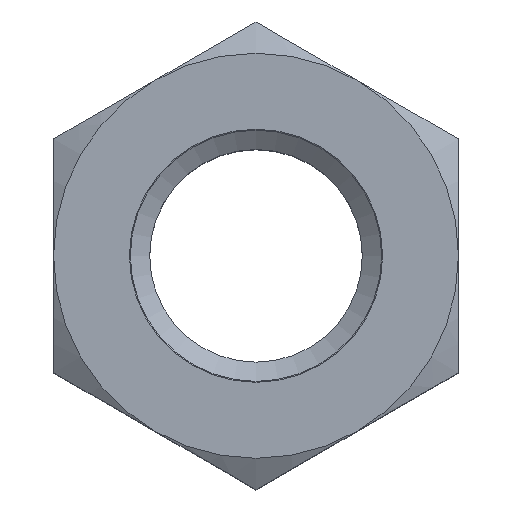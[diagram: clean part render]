
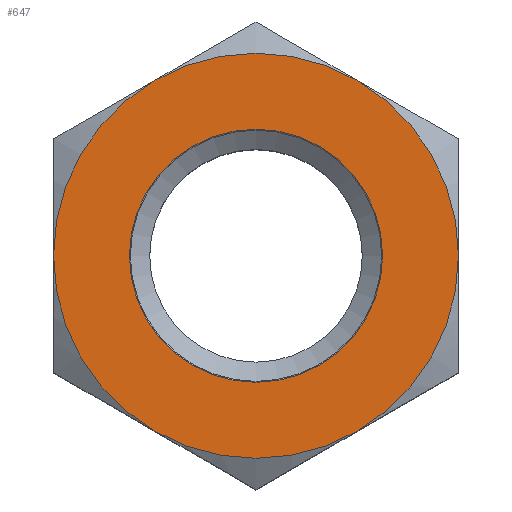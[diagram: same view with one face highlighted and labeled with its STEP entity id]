
A CAD part, top view. The second image highlights one B-rep face of the part: STEP entity #647.
In plain terms, the highlighted planar face has unit normal (0, 0, 1).
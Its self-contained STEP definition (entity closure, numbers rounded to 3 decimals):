
#40=FACE_BOUND('',#121,.T.);
#42=PLANE('',#744);
#78=FACE_OUTER_BOUND('',#120,.T.);
#120=EDGE_LOOP('',(#520,#521,#522,#523,#524,#525));
#121=EDGE_LOOP('',(#526));
#229=CIRCLE('',#730,2.5);
#236=CIRCLE('',#745,4.);
#237=CIRCLE('',#746,4.);
#238=CIRCLE('',#747,4.);
#239=CIRCLE('',#748,4.);
#240=CIRCLE('',#749,4.);
#241=CIRCLE('',#750,4.);
#277=VERTEX_POINT('',#1076);
#284=VERTEX_POINT('',#1105);
#285=VERTEX_POINT('',#1106);
#286=VERTEX_POINT('',#1108);
#287=VERTEX_POINT('',#1110);
#288=VERTEX_POINT('',#1112);
#289=VERTEX_POINT('',#1114);
#352=EDGE_CURVE('',#277,#277,#229,.T.);
#365=EDGE_CURVE('',#284,#285,#236,.T.);
#366=EDGE_CURVE('',#286,#284,#237,.T.);
#367=EDGE_CURVE('',#287,#286,#238,.T.);
#368=EDGE_CURVE('',#288,#287,#239,.T.);
#369=EDGE_CURVE('',#288,#289,#240,.T.);
#370=EDGE_CURVE('',#285,#289,#241,.T.);
#520=ORIENTED_EDGE('',*,*,#365,.F.);
#521=ORIENTED_EDGE('',*,*,#366,.F.);
#522=ORIENTED_EDGE('',*,*,#367,.F.);
#523=ORIENTED_EDGE('',*,*,#368,.F.);
#524=ORIENTED_EDGE('',*,*,#369,.T.);
#525=ORIENTED_EDGE('',*,*,#370,.F.);
#526=ORIENTED_EDGE('',*,*,#352,.F.);
#647=ADVANCED_FACE('',(#78,#40),#42,.F.);
#730=AXIS2_PLACEMENT_3D('',#1078,#886,#887);
#744=AXIS2_PLACEMENT_3D('',#1104,#920,#921);
#745=AXIS2_PLACEMENT_3D('',#1107,#922,#923);
#746=AXIS2_PLACEMENT_3D('',#1109,#924,#925);
#747=AXIS2_PLACEMENT_3D('',#1111,#926,#927);
#748=AXIS2_PLACEMENT_3D('',#1113,#928,#929);
#749=AXIS2_PLACEMENT_3D('',#1115,#930,#931);
#750=AXIS2_PLACEMENT_3D('',#1116,#932,#933);
#886=DIRECTION('center_axis',(0.,0.,1.));
#887=DIRECTION('ref_axis',(1.,0.,0.));
#920=DIRECTION('center_axis',(0.,0.,-1.));
#921=DIRECTION('ref_axis',(-1.,0.,0.));
#922=DIRECTION('center_axis',(0.,0.,-1.));
#923=DIRECTION('ref_axis',(-1.,0.,0.));
#924=DIRECTION('center_axis',(0.,0.,-1.));
#925=DIRECTION('ref_axis',(-1.,0.,0.));
#926=DIRECTION('center_axis',(0.,0.,-1.));
#927=DIRECTION('ref_axis',(-1.,0.,0.));
#928=DIRECTION('center_axis',(0.,0.,-1.));
#929=DIRECTION('ref_axis',(-1.,0.,0.));
#930=DIRECTION('center_axis',(0.,0.,1.));
#931=DIRECTION('ref_axis',(1.,0.,0.));
#932=DIRECTION('center_axis',(0.,0.,-1.));
#933=DIRECTION('ref_axis',(-1.,0.,0.));
#1076=CARTESIAN_POINT('',(-2.5,0.,0.));
#1078=CARTESIAN_POINT('Origin',(0.,0.,0.));
#1104=CARTESIAN_POINT('Origin',(0.,4.619,0.));
#1105=CARTESIAN_POINT('',(-4.,0.,0.));
#1106=CARTESIAN_POINT('',(-2.,3.464,0.));
#1107=CARTESIAN_POINT('Origin',(0.,0.,0.));
#1108=CARTESIAN_POINT('',(-2.,-3.464,0.));
#1109=CARTESIAN_POINT('Origin',(0.,0.,0.));
#1110=CARTESIAN_POINT('',(2.,-3.464,0.));
#1111=CARTESIAN_POINT('Origin',(0.,0.,0.));
#1112=CARTESIAN_POINT('',(4.,0.,0.));
#1113=CARTESIAN_POINT('Origin',(0.,0.,0.));
#1114=CARTESIAN_POINT('',(2.,3.464,0.));
#1115=CARTESIAN_POINT('Origin',(0.,0.,0.));
#1116=CARTESIAN_POINT('Origin',(0.,0.,0.));
